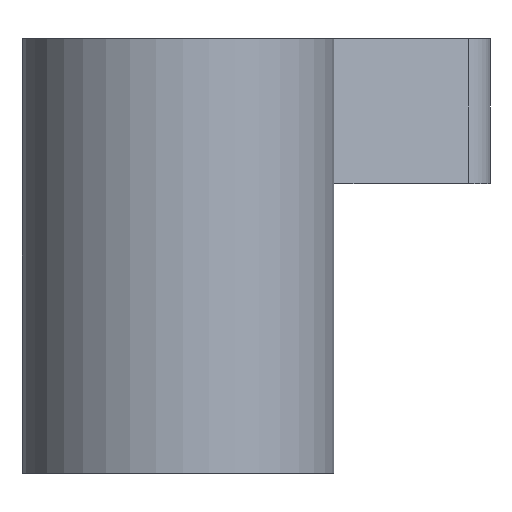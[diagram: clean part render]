
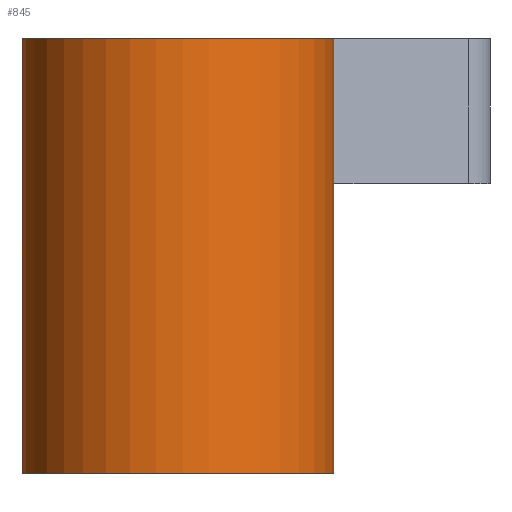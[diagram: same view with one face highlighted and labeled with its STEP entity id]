
A CAD part, front view. The second image highlights one B-rep face of the part: STEP entity #845.
In plain terms, the highlighted cylindrical face has radius 3.5 mm (diameter 7 mm), a partial arc.
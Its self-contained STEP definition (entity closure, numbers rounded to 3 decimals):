
#25=CIRCLE('',#915,3.5);
#26=CIRCLE('',#916,3.5);
#30=CYLINDRICAL_SURFACE('',#914,3.5);
#71=FACE_OUTER_BOUND('',#114,.T.);
#114=EDGE_LOOP('',(#734,#735,#736,#737));
#224=LINE('',#1355,#333);
#228=LINE('',#1362,#337);
#333=VECTOR('',#1114,10.);
#337=VECTOR('',#1120,10.);
#411=VERTEX_POINT('',#1353);
#412=VERTEX_POINT('',#1354);
#413=VERTEX_POINT('',#1359);
#414=VERTEX_POINT('',#1361);
#524=EDGE_CURVE('',#411,#412,#224,.T.);
#528=EDGE_CURVE('',#414,#413,#228,.T.);
#530=EDGE_CURVE('',#411,#413,#25,.T.);
#531=EDGE_CURVE('',#414,#412,#26,.T.);
#734=ORIENTED_EDGE('',*,*,#528,.T.);
#735=ORIENTED_EDGE('',*,*,#530,.F.);
#736=ORIENTED_EDGE('',*,*,#524,.T.);
#737=ORIENTED_EDGE('',*,*,#531,.F.);
#845=ADVANCED_FACE('',(#71),#30,.T.);
#914=AXIS2_PLACEMENT_3D('',#1364,#1122,#1123);
#915=AXIS2_PLACEMENT_3D('',#1365,#1124,#1125);
#916=AXIS2_PLACEMENT_3D('',#1366,#1126,#1127);
#1114=DIRECTION('',(0.,0.,-1.));
#1120=DIRECTION('',(0.,0.,1.));
#1122=DIRECTION('center_axis',(0.,0.,1.));
#1123=DIRECTION('ref_axis',(-0.535,-0.845,0.));
#1124=DIRECTION('center_axis',(0.,0.,1.));
#1125=DIRECTION('ref_axis',(1.,0.,0.));
#1126=DIRECTION('center_axis',(0.,0.,-1.));
#1127=DIRECTION('ref_axis',(1.,0.,0.));
#1353=CARTESIAN_POINT('',(-1.5,3.162,1.25));
#1354=CARTESIAN_POINT('',(-1.5,3.162,-8.5));
#1355=CARTESIAN_POINT('',(-1.5,3.162,0.));
#1359=CARTESIAN_POINT('',(3.5,0.,1.25));
#1361=CARTESIAN_POINT('',(3.5,0.,-8.5));
#1362=CARTESIAN_POINT('',(3.5,0.,0.));
#1364=CARTESIAN_POINT('Origin',(0.,0.,0.));
#1365=CARTESIAN_POINT('Origin',(0.,0.,1.25));
#1366=CARTESIAN_POINT('Origin',(0.,0.,-8.5));
